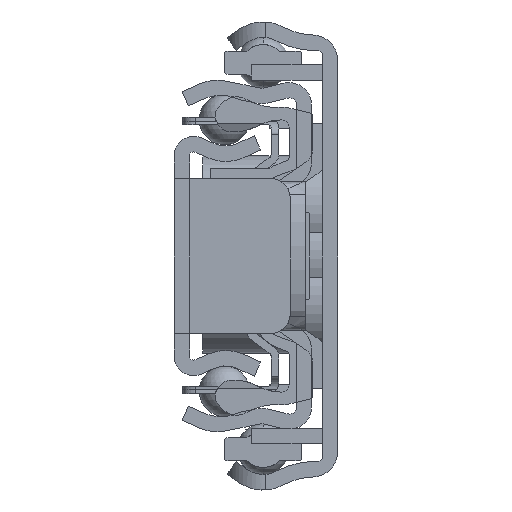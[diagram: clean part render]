
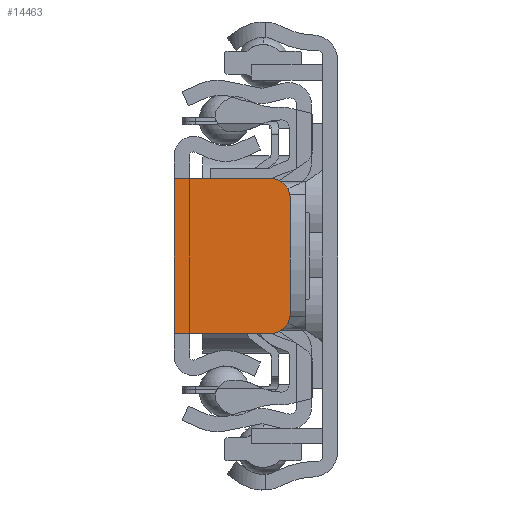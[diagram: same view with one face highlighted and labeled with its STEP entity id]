
A CAD part, front view. The second image highlights one B-rep face of the part: STEP entity #14463.
In plain terms, the highlighted planar face has unit normal (0, -1, 0).
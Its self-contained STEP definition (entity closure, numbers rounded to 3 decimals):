
#12951=DIRECTION('',(1.,0.,0.));
#12952=VECTOR('',#12951,7.5);
#12953=CARTESIAN_POINT('',(-3.351,-1.2,-6.));
#12954=LINE('',#12953,#12952);
#12955=DIRECTION('',(0.,0.,-1.));
#12956=VECTOR('',#12955,12.);
#12957=CARTESIAN_POINT('',(-3.351,-1.2,6.));
#12958=LINE('',#12957,#12956);
#12959=DIRECTION('',(-1.,0.,0.));
#12960=VECTOR('',#12959,7.5);
#12961=CARTESIAN_POINT('',(4.149,-1.2,6.));
#12962=LINE('',#12961,#12960);
#12963=CARTESIAN_POINT('',(4.149,-1.2,4.5));
#12964=DIRECTION('',(0.,-1.,0.));
#12965=DIRECTION('',(1.,0.,0.));
#12966=AXIS2_PLACEMENT_3D('',#12963,#12964,#12965);
#12968=DIRECTION('',(0.,0.,1.));
#12969=VECTOR('',#12968,9.);
#12970=CARTESIAN_POINT('',(5.649,-1.2,-4.5));
#12971=LINE('',#12970,#12969);
#12972=CARTESIAN_POINT('',(4.149,-1.2,-4.5));
#12973=DIRECTION('',(0.,-1.,0.));
#12974=DIRECTION('',(0.,0.,-1.));
#12975=AXIS2_PLACEMENT_3D('',#12972,#12973,#12974);
#13295=CARTESIAN_POINT('',(-3.351,-1.2,-6.));
#13296=CARTESIAN_POINT('',(4.149,-1.2,-6.));
#13297=VERTEX_POINT('',#13295);
#13298=VERTEX_POINT('',#13296);
#13299=CARTESIAN_POINT('',(5.649,-1.2,-4.5));
#13300=VERTEX_POINT('',#13299);
#13301=CARTESIAN_POINT('',(5.649,-1.2,4.5));
#13302=VERTEX_POINT('',#13301);
#13303=CARTESIAN_POINT('',(4.149,-1.2,6.));
#13304=VERTEX_POINT('',#13303);
#13305=CARTESIAN_POINT('',(-3.351,-1.2,6.));
#13306=VERTEX_POINT('',#13305);
#14447=CARTESIAN_POINT('',(0.,-1.2,0.));
#14448=DIRECTION('',(0.,-1.,0.));
#14449=DIRECTION('',(0.,0.,1.));
#14450=AXIS2_PLACEMENT_3D('',#14447,#14448,#14449);
#14451=PLANE('',#14450);
#14452=ORIENTED_EDGE('',*,*,#13395,.F.);
#14453=ORIENTED_EDGE('',*,*,#13412,.F.);
#14455=ORIENTED_EDGE('',*,*,#14454,.F.);
#14457=ORIENTED_EDGE('',*,*,#14456,.F.);
#14459=ORIENTED_EDGE('',*,*,#14458,.F.);
#14460=ORIENTED_EDGE('',*,*,#14440,.F.);
#14461=EDGE_LOOP('',(#14452,#14453,#14455,#14457,#14459,#14460));
#14462=FACE_OUTER_BOUND('',#14461,.F.);
#14463=ADVANCED_FACE('',(#14462),#14451,.T.);
#12967=CIRCLE('',#12966,1.5);
#12976=CIRCLE('',#12975,1.5);
#13395=EDGE_CURVE('',#13297,#13298,#12954,.T.);
#13412=EDGE_CURVE('',#13306,#13297,#12958,.T.);
#14440=EDGE_CURVE('',#13298,#13300,#12976,.T.);
#14454=EDGE_CURVE('',#13304,#13306,#12962,.T.);
#14456=EDGE_CURVE('',#13302,#13304,#12967,.T.);
#14458=EDGE_CURVE('',#13300,#13302,#12971,.T.);
